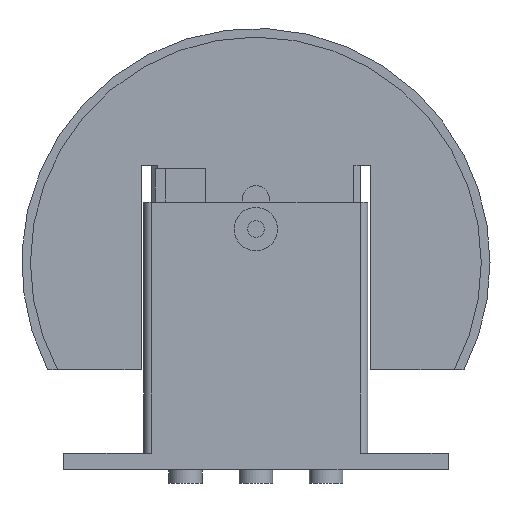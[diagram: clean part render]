
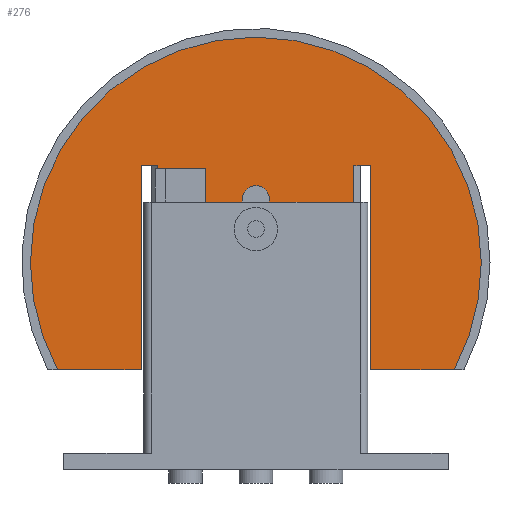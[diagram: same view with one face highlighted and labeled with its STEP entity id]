
A CAD part, front view. The second image highlights one B-rep face of the part: STEP entity #276.
In plain terms, the highlighted planar face has unit normal (0, -1, 0).
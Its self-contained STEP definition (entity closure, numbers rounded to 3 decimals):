
#276=ADVANCED_FACE('',(#578,#579),#580,.F.);
#578=FACE_BOUND('',#902,.T.);
#579=FACE_OUTER_BOUND('',#903,.T.);
#580=PLANE('',#904);
#902=EDGE_LOOP('',(#1592,#1593,#1594,#1595));
#903=EDGE_LOOP('',(#1596,#1597,#1598,#1599,#1600,#1601,#1602,#1603,#1604,#1605,#1606,#1607,#1608,#1609,#1610,#1611));
#904=AXIS2_PLACEMENT_3D('',#1612,#1613,#1614);
#1592=ORIENTED_EDGE('',*,*,#2057,.T.);
#1593=ORIENTED_EDGE('',*,*,#2083,.T.);
#1594=ORIENTED_EDGE('',*,*,#2062,.T.);
#1595=ORIENTED_EDGE('',*,*,#2084,.T.);
#1596=ORIENTED_EDGE('',*,*,#2068,.T.);
#1597=ORIENTED_EDGE('',*,*,#2079,.T.);
#1598=ORIENTED_EDGE('',*,*,#2071,.T.);
#1599=ORIENTED_EDGE('',*,*,#2085,.T.);
#1600=ORIENTED_EDGE('',*,*,#2086,.T.);
#1601=ORIENTED_EDGE('',*,*,#2087,.T.);
#1602=ORIENTED_EDGE('',*,*,#2088,.T.);
#1603=ORIENTED_EDGE('',*,*,#2089,.T.);
#1604=ORIENTED_EDGE('',*,*,#2090,.T.);
#1605=ORIENTED_EDGE('',*,*,#2030,.T.);
#1606=ORIENTED_EDGE('',*,*,#2091,.T.);
#1607=ORIENTED_EDGE('',*,*,#2037,.T.);
#1608=ORIENTED_EDGE('',*,*,#2092,.T.);
#1609=ORIENTED_EDGE('',*,*,#2093,.T.);
#1610=ORIENTED_EDGE('',*,*,#2094,.T.);
#1611=ORIENTED_EDGE('',*,*,#2095,.T.);
#1612=CARTESIAN_POINT('',(0.,-15.0,69.29));
#1613=DIRECTION('',(0.0,1.0,0.0));
#1614=DIRECTION('',(-1.0,0.0,0.0));
#2030=EDGE_CURVE('',#2458,#2455,#2459,.T.);
#2037=EDGE_CURVE('',#2465,#2469,#2471,.T.);
#2057=EDGE_CURVE('',#2501,#2505,#2507,.T.);
#2062=EDGE_CURVE('',#2510,#2514,#2516,.T.);
#2068=EDGE_CURVE('',#2519,#2525,#2527,.T.);
#2071=EDGE_CURVE('',#2532,#2529,#2533,.T.);
#2079=EDGE_CURVE('',#2525,#2532,#2543,.T.);
#2083=EDGE_CURVE('',#2505,#2510,#2547,.T.);
#2084=EDGE_CURVE('',#2514,#2501,#2548,.T.);
#2085=EDGE_CURVE('',#2529,#2549,#2550,.T.);
#2086=EDGE_CURVE('',#2549,#2551,#2552,.T.);
#2087=EDGE_CURVE('',#2551,#2553,#2554,.T.);
#2088=EDGE_CURVE('',#2553,#2555,#2556,.T.);
#2089=EDGE_CURVE('',#2555,#2557,#2558,.T.);
#2090=EDGE_CURVE('',#2557,#2458,#2559,.T.);
#2091=EDGE_CURVE('',#2455,#2465,#2560,.T.);
#2092=EDGE_CURVE('',#2469,#2561,#2562,.T.);
#2093=EDGE_CURVE('',#2561,#2563,#2564,.T.);
#2094=EDGE_CURVE('',#2563,#2565,#2566,.T.);
#2095=EDGE_CURVE('',#2565,#2519,#2567,.T.);
#2455=VERTEX_POINT('',#3039);
#2458=VERTEX_POINT('',#3043);
#2459=CIRCLE('',#3044,67.4);
#2465=VERTEX_POINT('',#3051);
#2469=VERTEX_POINT('',#3056);
#2471=CIRCLE('',#3059,67.4);
#2501=VERTEX_POINT('',#3095);
#2505=VERTEX_POINT('',#3100);
#2507=CIRCLE('',#3103,4.0);
#2510=VERTEX_POINT('',#3106);
#2514=VERTEX_POINT('',#3111);
#2516=CIRCLE('',#3114,4.0);
#2519=VERTEX_POINT('',#3117);
#2525=VERTEX_POINT('',#3126);
#2527=LINE('',#3129,#3130);
#2529=VERTEX_POINT('',#3132);
#2532=VERTEX_POINT('',#3136);
#2533=LINE('',#3137,#3138);
#2543=LINE('',#3153,#3154);
#2547=LINE('',#3159,#3160);
#2548=LINE('',#3161,#3162);
#2549=VERTEX_POINT('',#3163);
#2550=LINE('',#3164,#3165);
#2551=VERTEX_POINT('',#3166);
#2552=LINE('',#3167,#3168);
#2553=VERTEX_POINT('',#3169);
#2554=LINE('',#3170,#3171);
#2555=VERTEX_POINT('',#3172);
#2556=LINE('',#3173,#3174);
#2557=VERTEX_POINT('',#3175);
#2558=LINE('',#3176,#3177);
#2559=LINE('',#3178,#3179);
#2560=CIRCLE('',#3180,67.4);
#2561=VERTEX_POINT('',#3181);
#2562=LINE('',#3182,#3183);
#2563=VERTEX_POINT('',#3184);
#2564=LINE('',#3185,#3186);
#2565=VERTEX_POINT('',#3187);
#2566=LINE('',#3188,#3189);
#2567=LINE('',#3190,#3191);
#3039=CARTESIAN_POINT('',(67.4,-15.0,62.0));
#3043=CARTESIAN_POINT('',(59.319,-15.0,30.0));
#3044=AXIS2_PLACEMENT_3D('',#3541,#3542,#3543);
#3051=CARTESIAN_POINT('',(-67.4,-15.0,62.0));
#3056=CARTESIAN_POINT('',(-59.319,-15.0,30.0));
#3059=AXIS2_PLACEMENT_3D('',#3553,#3554,#3555);
#3095=CARTESIAN_POINT('',(-4.,-15.0,81.));
#3100=CARTESIAN_POINT('',(4.,-15.0,81.));
#3103=AXIS2_PLACEMENT_3D('',#3585,#3586,#3587);
#3106=CARTESIAN_POINT('',(4.,-15.0,43.));
#3111=CARTESIAN_POINT('',(-4.,-15.0,43.));
#3114=AXIS2_PLACEMENT_3D('',#3593,#3594,#3595);
#3117=CARTESIAN_POINT('',(-29.3,-15.0,90.0));
#3126=CARTESIAN_POINT('',(-14.995,-15.0,90.0));
#3129=CARTESIAN_POINT('',(-11.25,-15.0,90.0));
#3130=VECTOR('',#3600,1.0);
#3132=CARTESIAN_POINT('',(-29.3,-15.0,43.99));
#3136=CARTESIAN_POINT('',(-14.995,-15.0,43.99));
#3137=CARTESIAN_POINT('',(-11.25,-15.0,43.99));
#3138=VECTOR('',#3602,1.0);
#3153=CARTESIAN_POINT('',(-14.995,-15.0,68.142));
#3154=VECTOR('',#3608,1.0);
#3159=CARTESIAN_POINT('',(4.0,-15.0,65.645));
#3160=VECTOR('',#3610,1.0);
#3161=CARTESIAN_POINT('',(-4.0,-15.0,70.395));
#3162=VECTOR('',#3611,1.0);
#3163=CARTESIAN_POINT('',(-29.3,-15.0,15.0));
#3164=CARTESIAN_POINT('',(-29.3,-15.0,42.145));
#3165=VECTOR('',#3612,1.0);
#3166=CARTESIAN_POINT('',(29.3,-15.0,15.0));
#3167=CARTESIAN_POINT('',(0.0,-15.0,15.0));
#3168=VECTOR('',#3613,1.0);
#3169=CARTESIAN_POINT('',(29.3,-15.0,91.0));
#3170=CARTESIAN_POINT('',(29.3,-15.0,42.145));
#3171=VECTOR('',#3614,1.0);
#3172=CARTESIAN_POINT('',(34.3,-15.0,91.0));
#3173=CARTESIAN_POINT('',(0.,-15.0,91.0));
#3174=VECTOR('',#3615,1.0);
#3175=CARTESIAN_POINT('',(34.3,-15.0,30.0));
#3176=CARTESIAN_POINT('',(34.3,-15.0,61.145));
#3177=VECTOR('',#3616,1.0);
#3178=CARTESIAN_POINT('',(0.0,-15.0,30.0));
#3179=VECTOR('',#3617,1.0);
#3180=AXIS2_PLACEMENT_3D('',#3618,#3619,#3620);
#3181=CARTESIAN_POINT('',(-34.3,-15.0,30.0));
#3182=CARTESIAN_POINT('',(0.0,-15.0,30.0));
#3183=VECTOR('',#3621,1.0);
#3184=CARTESIAN_POINT('',(-34.3,-15.0,91.0));
#3185=CARTESIAN_POINT('',(-34.3,-15.0,61.145));
#3186=VECTOR('',#3622,1.0);
#3187=CARTESIAN_POINT('',(-29.3,-15.0,91.0));
#3188=CARTESIAN_POINT('',(0.,-15.0,91.0));
#3189=VECTOR('',#3623,1.0);
#3190=CARTESIAN_POINT('',(-29.3,-15.0,42.145));
#3191=VECTOR('',#3624,1.0);
#3541=CARTESIAN_POINT('',(0.0,-15.0,62.0));
#3542=DIRECTION('',(-0.0,-1.0,-0.0));
#3543=DIRECTION('',(-1.0,0.0,0.0));
#3553=CARTESIAN_POINT('',(0.0,-15.0,62.0));
#3554=DIRECTION('',(-0.0,-1.0,-0.0));
#3555=DIRECTION('',(-1.0,0.0,0.0));
#3585=CARTESIAN_POINT('',(0.,-15.0,81.));
#3586=DIRECTION('',(0.0,1.0,0.0));
#3587=DIRECTION('',(1.,0.0,0.));
#3593=CARTESIAN_POINT('',(0.0,-15.0,43.));
#3594=DIRECTION('',(0.0,1.0,0.0));
#3595=DIRECTION('',(-1.,-0.0,0.));
#3600=DIRECTION('',(1.0,0.0,0.0));
#3602=DIRECTION('',(-1.0,0.0,0.0));
#3608=DIRECTION('',(0.0,0.0,-1.0));
#3610=DIRECTION('',(0.0,0.0,-1.0));
#3611=DIRECTION('',(0.0,-0.0,1.0));
#3612=DIRECTION('',(0.0,0.0,-1.0));
#3613=DIRECTION('',(1.0,0.0,0.0));
#3614=DIRECTION('',(0.0,-0.0,1.0));
#3615=DIRECTION('',(1.0,-0.0,0.0));
#3616=DIRECTION('',(0.0,0.0,-1.0));
#3617=DIRECTION('',(1.0,0.0,0.0));
#3618=CARTESIAN_POINT('',(0.0,-15.0,62.0));
#3619=DIRECTION('',(-0.0,-1.0,-0.0));
#3620=DIRECTION('',(-1.0,0.0,0.0));
#3621=DIRECTION('',(1.0,0.0,0.0));
#3622=DIRECTION('',(0.0,0.0,1.0));
#3623=DIRECTION('',(1.0,-0.0,0.0));
#3624=DIRECTION('',(0.0,0.0,-1.0));
